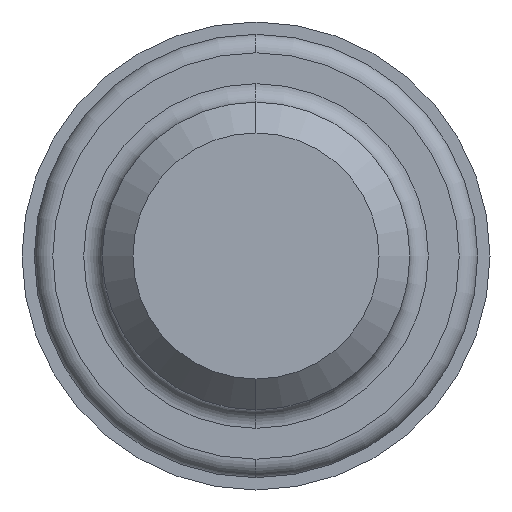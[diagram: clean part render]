
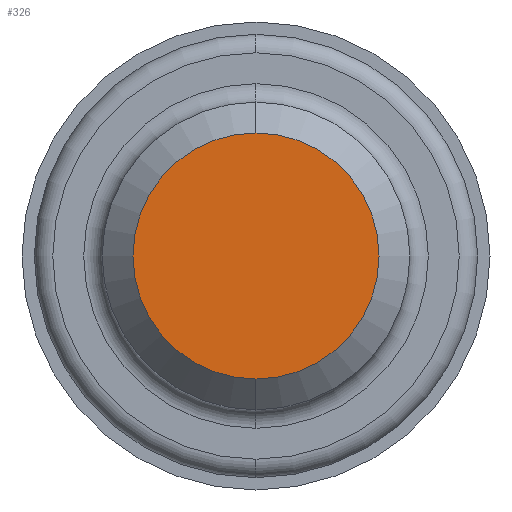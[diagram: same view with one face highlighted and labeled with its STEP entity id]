
A CAD part, left-side view. The second image highlights one B-rep face of the part: STEP entity #326.
In plain terms, the highlighted planar face has unit normal (-1, 0, 0).
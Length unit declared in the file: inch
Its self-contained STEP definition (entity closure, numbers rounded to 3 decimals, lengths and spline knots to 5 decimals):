
#30 = DIRECTION ( 'NONE',  ( 1., 0., 0. ) ) ;
#102 = CARTESIAN_POINT ( 'NONE',  ( 0., 0., 0. ) ) ;
#112 = CIRCLE ( 'NONE', #369, 0.19985 ) ;
#138 = DIRECTION ( 'NONE',  ( -1., 0., 0. ) ) ;
#151 = DIRECTION ( 'NONE',  ( 0., 0., 1. ) ) ;
#152 = AXIS2_PLACEMENT_3D ( 'NONE', #347, #30, #404 ) ;
#157 = VERTEX_POINT ( 'NONE', #286 ) ;
#191 = VERTEX_POINT ( 'NONE', #230 ) ;
#230 = CARTESIAN_POINT ( 'NONE',  ( 0., 0., 0.19985 ) ) ;
#286 = CARTESIAN_POINT ( 'NONE',  ( 0., 0., -0.19985 ) ) ;
#312 = AXIS2_PLACEMENT_3D ( 'NONE', #452, #138, #513 ) ;
#314 = EDGE_CURVE ( 'NONE', #191, #157, #381, .T. ) ;
#326 = ADVANCED_FACE ( 'NONE', ( #352 ), #560, .F. ) ;
#347 = CARTESIAN_POINT ( 'NONE',  ( 0., 0., 0. ) ) ;
#352 = FACE_OUTER_BOUND ( 'NONE', #638, .T. ) ;
#369 = AXIS2_PLACEMENT_3D ( 'NONE', #102, #474, #151 ) ;
#381 = CIRCLE ( 'NONE', #312, 0.19985 ) ;
#404 = DIRECTION ( 'NONE',  ( 0., 0., -1. ) ) ;
#452 = CARTESIAN_POINT ( 'NONE',  ( 0., 0., 0. ) ) ;
#464 = ORIENTED_EDGE ( 'NONE', *, *, #499, .T. ) ;
#474 = DIRECTION ( 'NONE',  ( -1., 0., 0. ) ) ;
#476 = ORIENTED_EDGE ( 'NONE', *, *, #314, .T. ) ;
#499 = EDGE_CURVE ( 'NONE', #157, #191, #112, .T. ) ;
#513 = DIRECTION ( 'NONE',  ( 0., 0., 1. ) ) ;
#560 = PLANE ( 'NONE',  #152 ) ;
#638 = EDGE_LOOP ( 'NONE', ( #464, #476 ) ) ;
